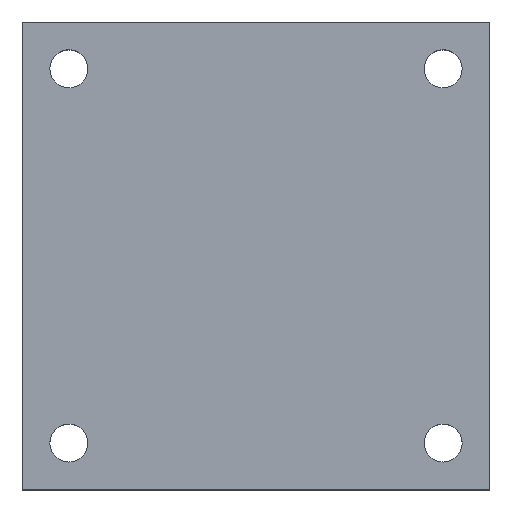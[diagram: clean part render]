
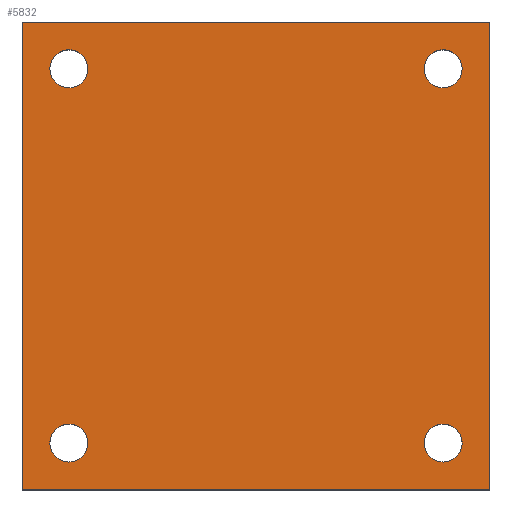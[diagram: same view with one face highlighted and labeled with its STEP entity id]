
A CAD part, top view. The second image highlights one B-rep face of the part: STEP entity #5832.
In plain terms, the highlighted planar face has unit normal (0, 0, 1).
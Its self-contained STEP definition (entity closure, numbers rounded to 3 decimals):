
#34=CIRCLE('',#6082,5.156);
#37=CIRCLE('',#6086,5.156);
#40=CIRCLE('',#6090,5.156);
#43=CIRCLE('',#6094,5.156);
#75=FACE_BOUND('',#900,.T.);
#76=FACE_BOUND('',#901,.T.);
#77=FACE_BOUND('',#902,.T.);
#78=FACE_BOUND('',#903,.T.);
#300=PLANE('',#6099);
#588=FACE_OUTER_BOUND('',#899,.T.);
#899=EDGE_LOOP('',(#5190,#5191,#5192,#5193));
#900=EDGE_LOOP('',(#5194));
#901=EDGE_LOOP('',(#5195));
#902=EDGE_LOOP('',(#5196));
#903=EDGE_LOOP('',(#5197));
#1153=LINE('',#8673,#1790);
#1543=LINE('',#9663,#2180);
#1546=LINE('',#9669,#2183);
#1549=LINE('',#9673,#2186);
#1790=VECTOR('',#6483,10.);
#2180=VECTOR('',#7229,10.);
#2183=VECTOR('',#7234,10.);
#2186=VECTOR('',#7239,10.);
#2547=VERTEX_POINT('',#8670);
#2548=VERTEX_POINT('',#8672);
#2831=VERTEX_POINT('',#9632);
#2834=VERTEX_POINT('',#9640);
#2837=VERTEX_POINT('',#9648);
#2840=VERTEX_POINT('',#9656);
#2842=VERTEX_POINT('',#9662);
#2844=VERTEX_POINT('',#9668);
#3195=EDGE_CURVE('',#2548,#2547,#1153,.T.);
#3615=EDGE_CURVE('',#2831,#2831,#34,.T.);
#3619=EDGE_CURVE('',#2834,#2834,#37,.T.);
#3623=EDGE_CURVE('',#2837,#2837,#40,.T.);
#3627=EDGE_CURVE('',#2840,#2840,#43,.T.);
#3629=EDGE_CURVE('',#2842,#2548,#1543,.T.);
#3632=EDGE_CURVE('',#2844,#2842,#1546,.T.);
#3635=EDGE_CURVE('',#2547,#2844,#1549,.T.);
#5190=ORIENTED_EDGE('',*,*,#3195,.T.);
#5191=ORIENTED_EDGE('',*,*,#3635,.T.);
#5192=ORIENTED_EDGE('',*,*,#3632,.T.);
#5193=ORIENTED_EDGE('',*,*,#3629,.T.);
#5194=ORIENTED_EDGE('',*,*,#3615,.T.);
#5195=ORIENTED_EDGE('',*,*,#3619,.T.);
#5196=ORIENTED_EDGE('',*,*,#3623,.T.);
#5197=ORIENTED_EDGE('',*,*,#3627,.T.);
#5832=ADVANCED_FACE('',(#588,#75,#76,#77,#78),#300,.T.);
#6082=AXIS2_PLACEMENT_3D('',#9634,#7197,#7198);
#6086=AXIS2_PLACEMENT_3D('',#9642,#7206,#7207);
#6090=AXIS2_PLACEMENT_3D('',#9650,#7215,#7216);
#6094=AXIS2_PLACEMENT_3D('',#9658,#7224,#7225);
#6099=AXIS2_PLACEMENT_3D('',#9675,#7242,#7243);
#6483=DIRECTION('',(1.,0.,0.));
#7197=DIRECTION('center_axis',(0.,0.,-1.));
#7198=DIRECTION('ref_axis',(1.,0.,0.));
#7206=DIRECTION('center_axis',(0.,0.,-1.));
#7207=DIRECTION('ref_axis',(1.,0.,0.));
#7215=DIRECTION('center_axis',(0.,0.,-1.));
#7216=DIRECTION('ref_axis',(1.,0.,0.));
#7224=DIRECTION('center_axis',(0.,0.,-1.));
#7225=DIRECTION('ref_axis',(1.,0.,0.));
#7229=DIRECTION('',(0.,-1.,0.));
#7234=DIRECTION('',(-1.,0.,0.));
#7239=DIRECTION('',(0.,1.,0.));
#7242=DIRECTION('center_axis',(0.,0.,1.));
#7243=DIRECTION('ref_axis',(1.,0.,0.));
#8670=CARTESIAN_POINT('',(127.,0.,25.4));
#8672=CARTESIAN_POINT('',(0.,0.,25.4));
#8673=CARTESIAN_POINT('',(0.,0.,25.4));
#9632=CARTESIAN_POINT('',(109.144,12.7,25.4));
#9634=CARTESIAN_POINT('Origin',(114.3,12.7,25.4));
#9640=CARTESIAN_POINT('',(7.544,114.3,25.4));
#9642=CARTESIAN_POINT('Origin',(12.7,114.3,25.4));
#9648=CARTESIAN_POINT('',(109.144,114.3,25.4));
#9650=CARTESIAN_POINT('Origin',(114.3,114.3,25.4));
#9656=CARTESIAN_POINT('',(7.544,12.7,25.4));
#9658=CARTESIAN_POINT('Origin',(12.7,12.7,25.4));
#9662=CARTESIAN_POINT('',(0.,127.,25.4));
#9663=CARTESIAN_POINT('',(0.,127.,25.4));
#9668=CARTESIAN_POINT('',(127.,127.,25.4));
#9669=CARTESIAN_POINT('',(127.,127.,25.4));
#9673=CARTESIAN_POINT('',(127.,0.,25.4));
#9675=CARTESIAN_POINT('Origin',(63.5,63.5,25.4));
